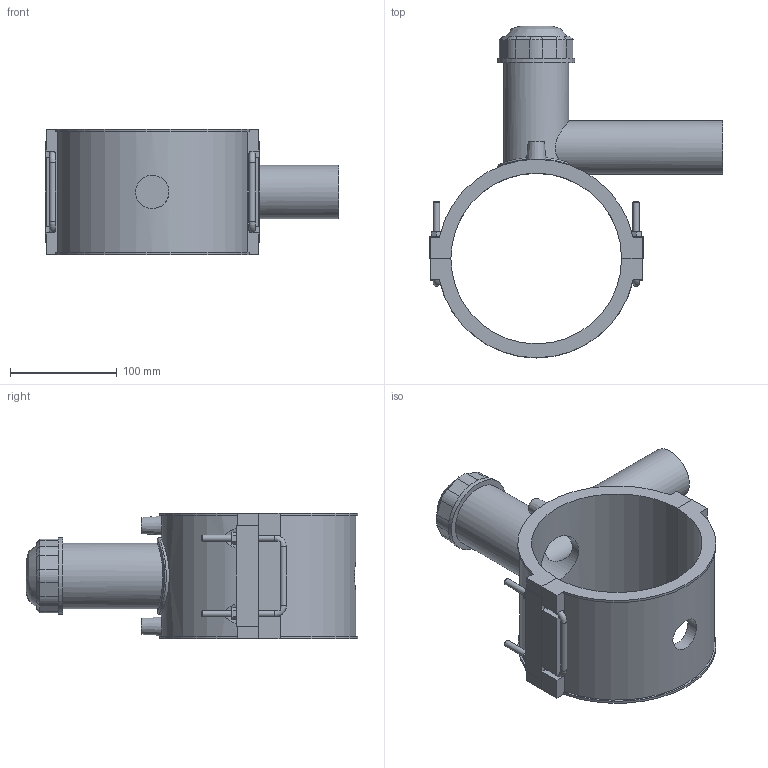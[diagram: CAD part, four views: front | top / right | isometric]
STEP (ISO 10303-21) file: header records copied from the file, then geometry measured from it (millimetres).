
FILE_DESCRIPTION(/* description */ ('PLASSON TAPPING SADDLE 160x50'),/* implementation_level */ '2;1');
FILE_NAME(/* name */ '496304160050.ipt.stp',/* time_stamp */ '2018-05-02T16:16:16+03:00',/* author */ ('KIM'),/* organization */ (''),/* preprocessor_version */ 'ST-DEVELOPER v15.6',/* originating_system */ 'Autodesk Inventor 2015',/* authorisation */ '');
FILE_SCHEMA (('AUTOMOTIVE_DESIGN { 1 0 10303 214 3 1 1 }'));
Length unit declared in the file: millimetre
Products named in the file (1): 496304160050
Bounding box: 275.5 x 311.02 x 118 mm (x, y, z)
Volume: 1086591.8 mm3; surface area: 250539.8 mm2
Topology: 1 solids, 1 shells, 181 faces, 462 edges, 298 vertices
Faces by surface type: plane 110, cylinder 47, cone 14, bspline 6, torus 4
Full cylindrical faces by diameter (mm): 4 x2, 6 x10, 10 x2, 31.36 x1, 40 x1, 50 x1, 50.4 x1, 61.2 x1, 72 x1
Entity records: 6462 total; most frequent: CARTESIAN_POINT 2146, ORIENTED_EDGE 896, DIRECTION 839, EDGE_CURVE 438, VERTEX_POINT 294, AXIS2_PLACEMENT_3D 280, LINE 279, VECTOR 279
